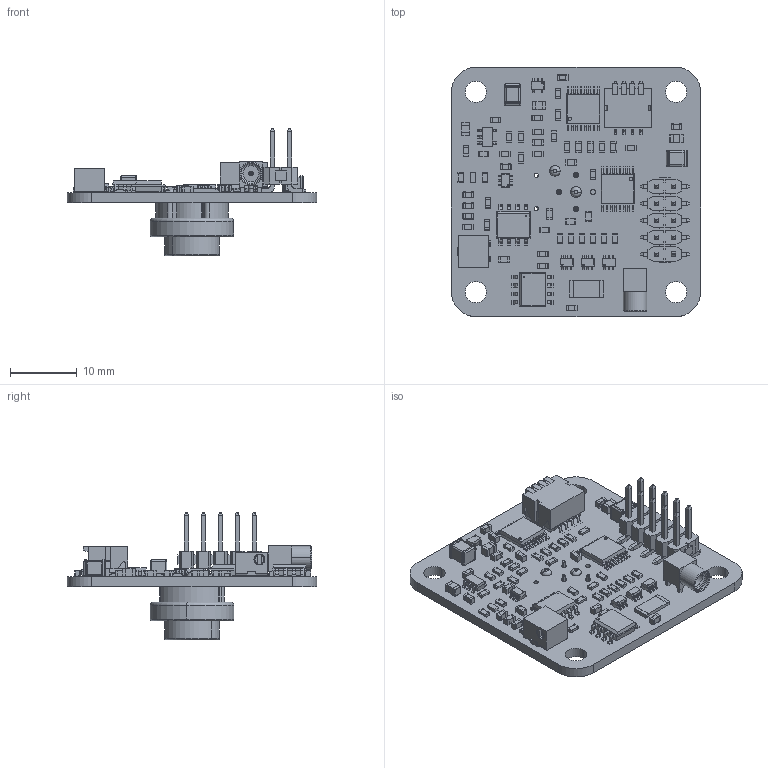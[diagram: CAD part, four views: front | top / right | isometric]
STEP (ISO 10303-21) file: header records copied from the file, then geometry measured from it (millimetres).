
FILE_DESCRIPTION (( 'STEP AP214' ), '1' );
FILE_NAME ('TTN239792-E0W.STEP', '2021-05-07T13:17:22', ( '' ), ( '' ), 'SwSTEP 2.0', 'SolidWorks 2018', '' );
FILE_SCHEMA (( 'AUTOMOTIVE_DESIGN' ));
Length unit declared in the file: inch
Products named in the file (1): TTN239792-E0W
Bounding box: 37.34 x 37.34 x 19.13 mm (x, y, z)
Volume: 3183.4 mm3; surface area: 5888.2 mm2
Topology: 76 solids, 77 shells, 4196 faces, 10846 edges, 6743 vertices
Faces by surface type: plane 2911, cylinder 1043, sphere 180, torus 32, cone 27, bspline 3
Entity records: 180108 total; most frequent: CARTESIAN_POINT 21876, ORIENTED_EDGE 21328, DIRECTION 21200, EDGE_CURVE 10664, VECTOR 8460, LINE 8460, VERTEX_POINT 6741, AXIS2_PLACEMENT_3D 6370
